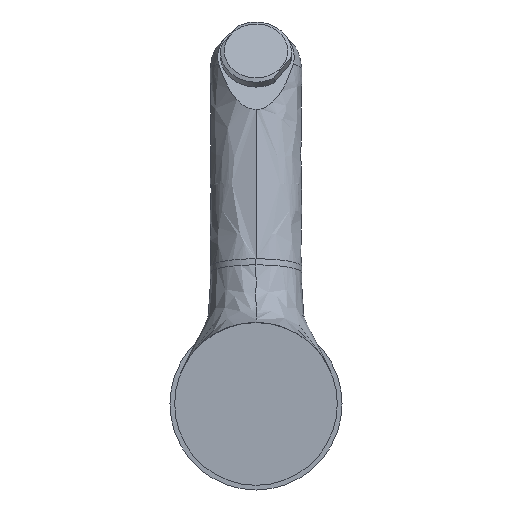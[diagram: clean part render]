
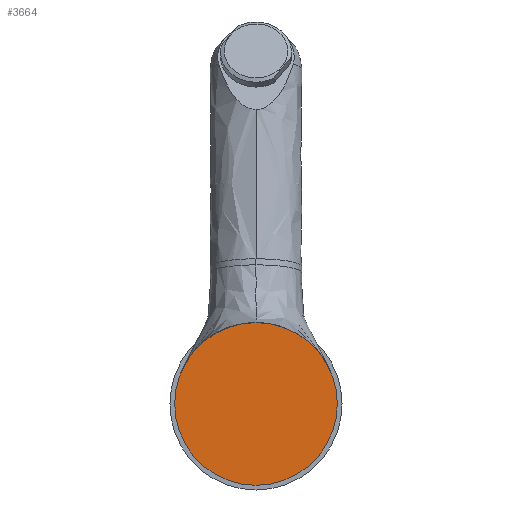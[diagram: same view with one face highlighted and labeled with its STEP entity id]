
A CAD part, front view. The second image highlights one B-rep face of the part: STEP entity #3664.
In plain terms, the highlighted planar face has unit normal (0, -1, 0).
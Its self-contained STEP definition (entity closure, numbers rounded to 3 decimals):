
#1065 = EDGE_LOOP ( 'NONE', ( #3985, #2295 ) ) ;
#1159 = EDGE_CURVE ( 'NONE', #4507, #6268, #4597, .T. ) ;
#1554 = AXIS2_PLACEMENT_3D ( 'NONE', #6212, #2375, #6865 ) ;
#1602 = DIRECTION ( 'NONE',  ( 0., 0., 1. ) ) ;
#2006 = AXIS2_PLACEMENT_3D ( 'NONE', #3498, #5451, #1602 ) ;
#2295 = ORIENTED_EDGE ( 'NONE', *, *, #3729, .F. ) ;
#2375 = DIRECTION ( 'NONE',  ( 0., 1., 0. ) ) ;
#2693 = FACE_OUTER_BOUND ( 'NONE', #1065, .T. ) ;
#2806 = CARTESIAN_POINT ( 'NONE',  ( 0., 0., 0. ) ) ;
#3104 = AXIS2_PLACEMENT_3D ( 'NONE', #2806, #7306, #3453 ) ;
#3453 = DIRECTION ( 'NONE',  ( 0., 0., 1. ) ) ;
#3458 = CARTESIAN_POINT ( 'NONE',  ( 0., 0., -27.5 ) ) ;
#3498 = CARTESIAN_POINT ( 'NONE',  ( 0., 0., -27.5 ) ) ;
#3664 = ADVANCED_FACE ( 'NONE', ( #2693 ), #7992, .F. ) ;
#3729 = EDGE_CURVE ( 'NONE', #6268, #4507, #5914, .T. ) ;
#3985 = ORIENTED_EDGE ( 'NONE', *, *, #1159, .F. ) ;
#4507 = VERTEX_POINT ( 'NONE', #5518 ) ;
#4597 = CIRCLE ( 'NONE', #3104, 27.5 ) ;
#5451 = DIRECTION ( 'NONE',  ( 0., 1., 0. ) ) ;
#5518 = CARTESIAN_POINT ( 'NONE',  ( 0., 0., 27.5 ) ) ;
#5914 = CIRCLE ( 'NONE', #1554, 27.5 ) ;
#6212 = CARTESIAN_POINT ( 'NONE',  ( 0., 0., 0. ) ) ;
#6268 = VERTEX_POINT ( 'NONE', #3458 ) ;
#6865 = DIRECTION ( 'NONE',  ( 0., 0., 1. ) ) ;
#7306 = DIRECTION ( 'NONE',  ( 0., 1., 0. ) ) ;
#7992 = PLANE ( 'NONE',  #2006 ) ;
